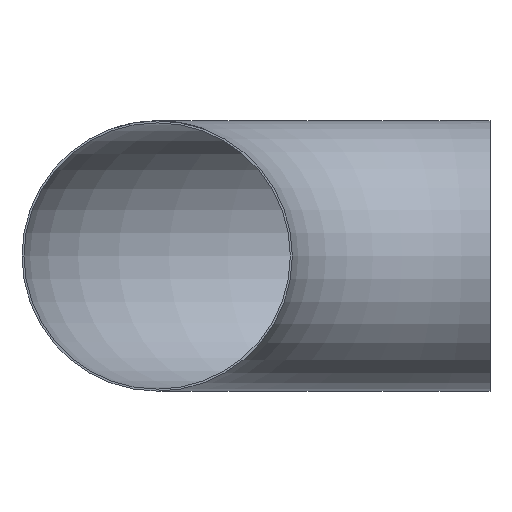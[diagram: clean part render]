
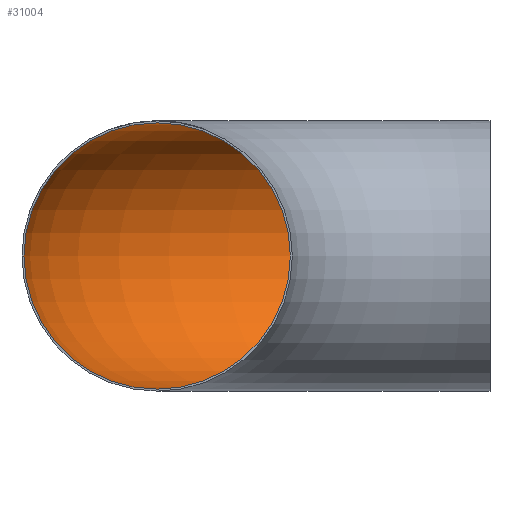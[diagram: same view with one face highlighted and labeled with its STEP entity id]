
A CAD part, front view. The second image highlights one B-rep face of the part: STEP entity #31004.
In plain terms, the highlighted toroidal (fillet/blend) face has major radius 500 mm and minor radius 200 mm.
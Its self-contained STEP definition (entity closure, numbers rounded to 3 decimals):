
#1857 = DIRECTION ( 'NONE',  ( 0., 0., -1. ) ) ;
#2472 = DIRECTION ( 'NONE',  ( -1., 0., 0. ) ) ;
#5320 = CIRCLE ( 'NONE', #6387, 200. ) ;
#6387 = AXIS2_PLACEMENT_3D ( 'NONE', #29708, #9616, #27335 ) ;
#7583 = TOROIDAL_SURFACE ( 'NONE', #31833, 500., 200. ) ;
#7891 = EDGE_CURVE ( 'NONE', #21147, #21147, #14034, .T. ) ;
#8469 = ORIENTED_EDGE ( 'NONE', *, *, #7891, .T. ) ;
#9616 = DIRECTION ( 'NONE',  ( 0., 1., 0. ) ) ;
#9983 = DIRECTION ( 'NONE',  ( 1., 0., 0. ) ) ;
#10676 = CARTESIAN_POINT ( 'NONE',  ( 0., 700., 0. ) ) ;
#12874 = VERTEX_POINT ( 'NONE', #31267 ) ;
#13483 = AXIS2_PLACEMENT_3D ( 'NONE', #25345, #9983, #28198 ) ;
#14034 = CIRCLE ( 'NONE', #13483, 200. ) ;
#17189 = FACE_OUTER_BOUND ( 'NONE', #32412, .T. ) ;
#21147 = VERTEX_POINT ( 'NONE', #10676 ) ;
#21906 = FACE_OUTER_BOUND ( 'NONE', #22076, .T. ) ;
#22076 = EDGE_LOOP ( 'NONE', ( #8469 ) ) ;
#22776 = ORIENTED_EDGE ( 'NONE', *, *, #24379, .F. ) ;
#24379 = EDGE_CURVE ( 'NONE', #12874, #12874, #5320, .T. ) ;
#25345 = CARTESIAN_POINT ( 'NONE',  ( 0., 500., 0. ) ) ;
#27335 = DIRECTION ( 'NONE',  ( 0., 0., 1. ) ) ;
#28198 = DIRECTION ( 'NONE',  ( 0., 1., 0. ) ) ;
#29708 = CARTESIAN_POINT ( 'NONE',  ( -500., 0., 0. ) ) ;
#31004 = ADVANCED_FACE ( 'NONE', ( #21906, #17189 ), #7583, .F. ) ;
#31267 = CARTESIAN_POINT ( 'NONE',  ( -500., 0., 200. ) ) ;
#31833 = AXIS2_PLACEMENT_3D ( 'NONE', #32209, #1857, #2472 ) ;
#32209 = CARTESIAN_POINT ( 'NONE',  ( 0., 0., 0. ) ) ;
#32412 = EDGE_LOOP ( 'NONE', ( #22776 ) ) ;
